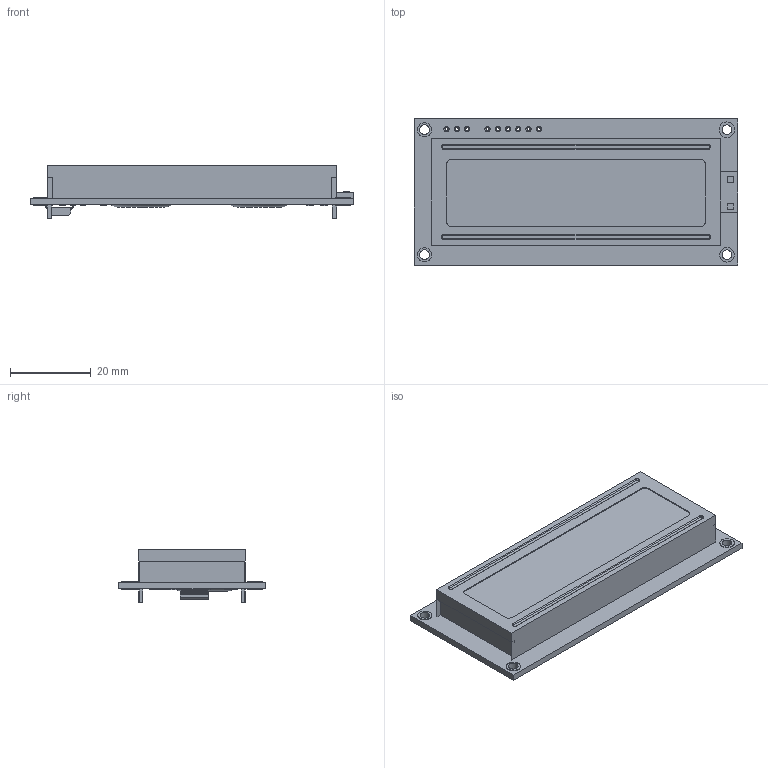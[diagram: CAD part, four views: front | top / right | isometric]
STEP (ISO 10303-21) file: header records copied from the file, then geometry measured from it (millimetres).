
FILE_DESCRIPTION (( 'STEP AP214' ), '1' );
FILE_NAME ('User Library-NHD-0216K3Z-FL-GBW-V3.STEP', '2015-05-02T15:29:55', ( 'Windows User' ), ( '' ), 'SwSTEP 2.0', 'SolidWorks 2015', '' );
FILE_SCHEMA (( 'AUTOMOTIVE_DESIGN' ));
Length unit declared in the file: millimetre
Products named in the file (1): User Library-NHD-0216K3Z-FL-GBW-V3
Bounding box: 80.16 x 36.2 x 13.03 mm (x, y, z)
Volume: 19675.4 mm3; surface area: 8407.9 mm2
Topology: 1 solids, 1 shells, 737 faces, 2142 edges, 1428 vertices
Faces by surface type: plane 474, cylinder 194, bspline 53, torus 16
Entity records: 29291 total; most frequent: CARTESIAN_POINT 7553, ORIENTED_EDGE 4284, DIRECTION 3834, EDGE_CURVE 2142, LINE 1608, VECTOR 1608, VERTEX_POINT 1428, AXIS2_PLACEMENT_3D 1113
